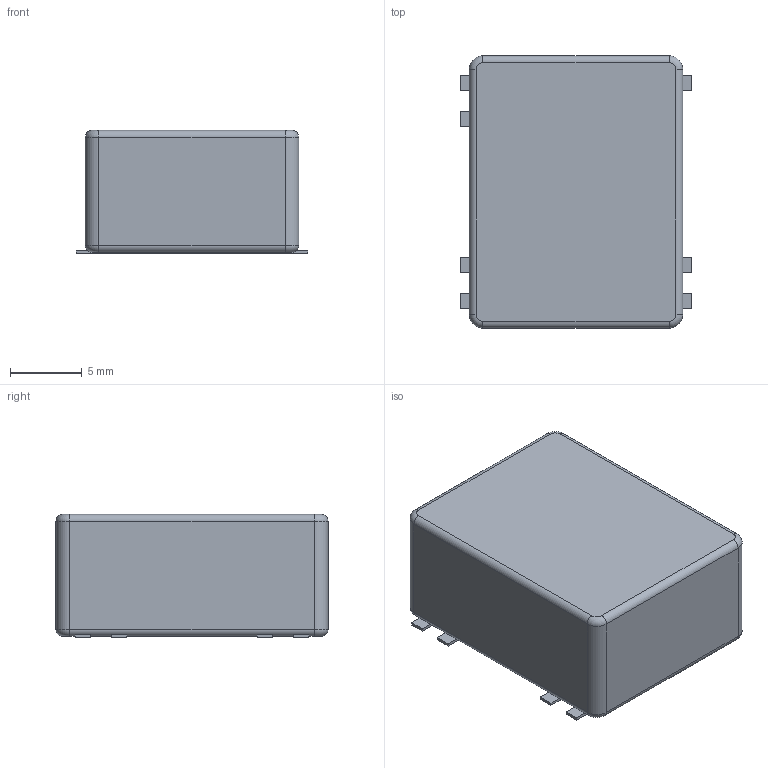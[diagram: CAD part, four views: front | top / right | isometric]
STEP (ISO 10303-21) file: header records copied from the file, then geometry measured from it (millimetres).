
FILE_DESCRIPTION(/* description */ ('model of Converter_DCDC_XP_POWER_ISU02-Series_SMD'),/* implementation_level */ '2;1');
FILE_NAME(/* name */ 'Converter_DCDC_XP_POWER_ISU02-Series_SMD.step',/* time_stamp */ '2018-11-09T16:10:55',/* author */ ('kicad StepUp','ksu'),/* organization */ ('FreeCAD'),/* preprocessor_version */ 'OCC',/* originating_system */ 'kicad StepUp',/* authorisation */ '');
FILE_SCHEMA(('AUTOMOTIVE_DESIGN { 1 0 10303 214 1 1 1 1 }'));
Length unit declared in the file: millimetre
Products named in the file (1): Converter_DCDC_XP_POWER_ISU02_Series_SMD
Bounding box: 16.15 x 19 x 8.6 mm (x, y, z)
Volume: 2400 mm3; surface area: 1125.8 mm2
Topology: 1 solids, 1 shells, 56 faces, 146 edges, 92 vertices
Faces by surface type: plane 36, cylinder 12, torus 8
Entity records: 1993 total; most frequent: CARTESIAN_POINT 316, PCURVE 266, ORIENTED_EDGE 228, EDGE_CURVE 146, LINE 146, SURFACE_CURVE 136, DEFINITIONAL_REPRESENTATION 109, AXIS2_PLACEMENT_3D 92
